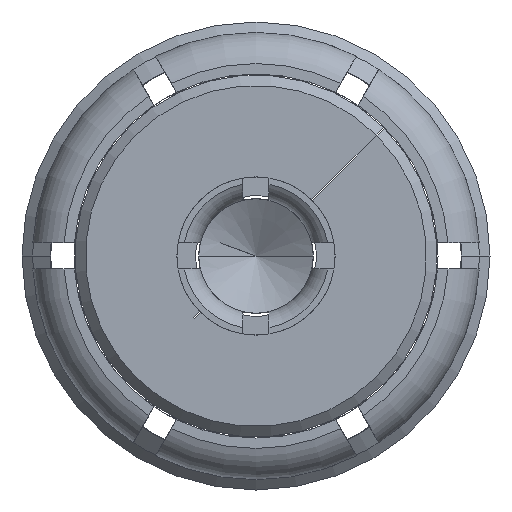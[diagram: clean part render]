
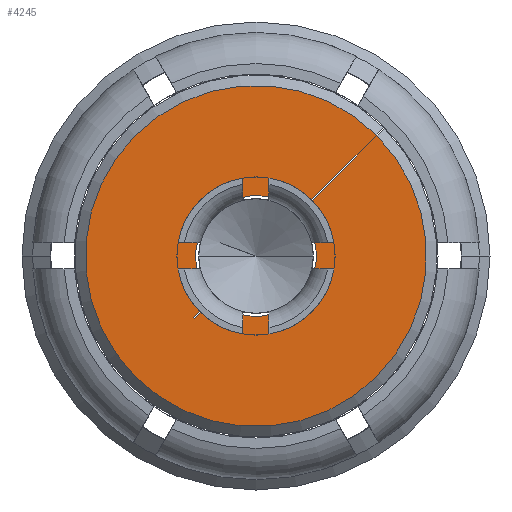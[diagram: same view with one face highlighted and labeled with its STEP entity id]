
A CAD part, left-side view. The second image highlights one B-rep face of the part: STEP entity #4245.
In plain terms, the highlighted planar face has unit normal (-1, 0, 0).
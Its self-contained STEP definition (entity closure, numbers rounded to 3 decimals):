
#4078=DIRECTION('',(0.,-0.707,0.707));
#4079=VECTOR('',#4078,1.06);
#4080=CARTESIAN_POINT('',(3.81,-0.414,0.407));
#4081=LINE('',#4080,#4079);
#4082=DIRECTION('',(0.,0.707,-0.707));
#4083=VECTOR('',#4082,1.06);
#4084=CARTESIAN_POINT('',(3.81,-1.156,1.163));
#4085=LINE('',#4084,#4083);
#4086=CARTESIAN_POINT('',(3.81,0.,0.));
#4087=DIRECTION('',(-1.,0.,0.));
#4088=DIRECTION('',(0.,-0.701,0.713));
#4089=AXIS2_PLACEMENT_3D('',#4086,#4087,#4088);
#4091=DIRECTION('',(0.,0.707,-0.707));
#4092=VECTOR('',#4091,0.26);
#4093=CARTESIAN_POINT('',(3.81,0.414,-0.407));
#4094=LINE('',#4093,#4092);
#4095=DIRECTION('',(0.,-0.707,-0.707));
#4096=VECTOR('',#4095,0.01);
#4097=CARTESIAN_POINT('',(3.81,0.598,-0.59));
#4098=LINE('',#4097,#4096);
#4099=DIRECTION('',(0.,-0.707,0.707));
#4100=VECTOR('',#4099,0.26);
#4101=CARTESIAN_POINT('',(3.81,0.59,-0.598));
#4102=LINE('',#4101,#4100);
#4103=CARTESIAN_POINT('',(3.81,0.,0.));
#4104=DIRECTION('',(-1.,0.,0.));
#4105=DIRECTION('',(0.,0.701,-0.713));
#4106=AXIS2_PLACEMENT_3D('',#4103,#4104,#4105);
#4174=CARTESIAN_POINT('',(3.81,0.,0.));
#4175=DIRECTION('',(-1.,0.,0.));
#4176=DIRECTION('',(0.,-0.705,0.709));
#4177=AXIS2_PLACEMENT_3D('',#4174,#4175,#4176);
#4186=CARTESIAN_POINT('',(3.81,-0.414,0.407));
#4187=CARTESIAN_POINT('',(3.81,-1.163,1.156));
#4188=VERTEX_POINT('',#4186);
#4189=VERTEX_POINT('',#4187);
#4190=CARTESIAN_POINT('',(3.81,-1.156,1.163));
#4191=CARTESIAN_POINT('',(3.81,-0.407,0.414));
#4192=VERTEX_POINT('',#4190);
#4193=VERTEX_POINT('',#4191);
#4194=CARTESIAN_POINT('',(3.81,0.414,-0.407));
#4195=CARTESIAN_POINT('',(3.81,0.598,-0.59));
#4196=VERTEX_POINT('',#4194);
#4197=VERTEX_POINT('',#4195);
#4198=CARTESIAN_POINT('',(3.81,0.59,-0.598));
#4199=VERTEX_POINT('',#4198);
#4200=CARTESIAN_POINT('',(3.81,0.407,-0.414));
#4201=VERTEX_POINT('',#4200);
#4222=CARTESIAN_POINT('',(3.81,0.,0.));
#4223=DIRECTION('',(1.,0.,0.));
#4224=DIRECTION('',(0.,-1.,0.));
#4225=AXIS2_PLACEMENT_3D('',#4222,#4223,#4224);
#4226=PLANE('',#4225);
#4228=ORIENTED_EDGE('',*,*,#4227,.T.);
#4230=ORIENTED_EDGE('',*,*,#4229,.F.);
#4232=ORIENTED_EDGE('',*,*,#4231,.T.);
#4234=ORIENTED_EDGE('',*,*,#4233,.T.);
#4236=ORIENTED_EDGE('',*,*,#4235,.T.);
#4238=ORIENTED_EDGE('',*,*,#4237,.T.);
#4240=ORIENTED_EDGE('',*,*,#4239,.T.);
#4242=ORIENTED_EDGE('',*,*,#4241,.T.);
#4243=EDGE_LOOP('',(#4228,#4230,#4232,#4234,#4236,#4238,#4240,#4242));
#4244=FACE_OUTER_BOUND('',#4243,.F.);
#4090=CIRCLE('',#4089,0.58);
#4107=CIRCLE('',#4106,0.58);
#4178=CIRCLE('',#4177,1.64);
#4227=EDGE_CURVE('',#4188,#4189,#4081,.T.);
#4229=EDGE_CURVE('',#4192,#4189,#4178,.T.);
#4231=EDGE_CURVE('',#4192,#4193,#4085,.T.);
#4233=EDGE_CURVE('',#4193,#4196,#4090,.T.);
#4235=EDGE_CURVE('',#4196,#4197,#4094,.T.);
#4237=EDGE_CURVE('',#4197,#4199,#4098,.T.);
#4239=EDGE_CURVE('',#4199,#4201,#4102,.T.);
#4241=EDGE_CURVE('',#4201,#4188,#4107,.T.);
#4245=ADVANCED_FACE('',(#4244),#4226,.F.);
